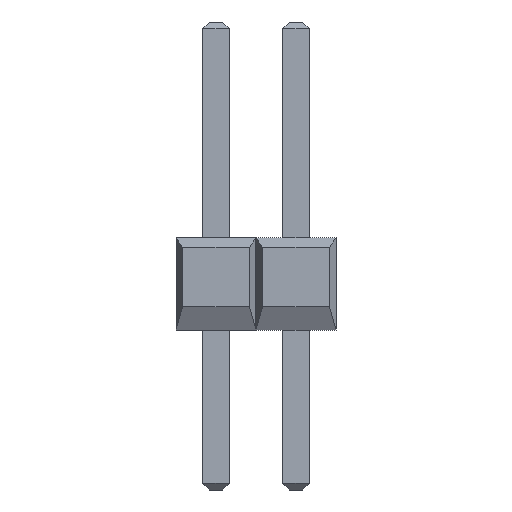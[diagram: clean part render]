
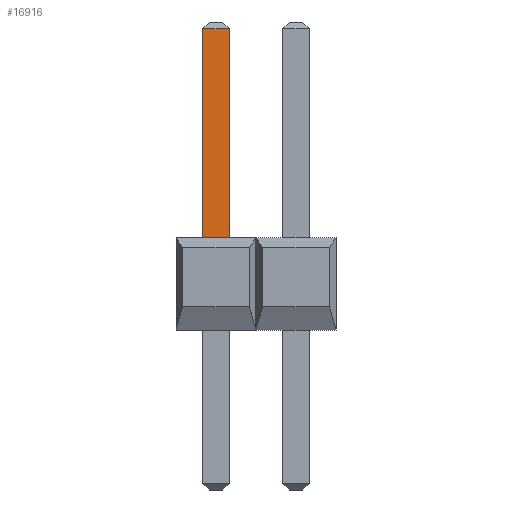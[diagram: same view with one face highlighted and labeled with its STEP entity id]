
A CAD part, left-side view. The second image highlights one B-rep face of the part: STEP entity #16916.
In plain terms, the highlighted planar face has unit normal (-1, 0, 0).
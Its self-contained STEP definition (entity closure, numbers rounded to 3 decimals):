
#16682=CARTESIAN_POINT('',(-0.419,0.419,9.569));
#16681=VERTEX_POINT('',#16682);
#16731=CARTESIAN_POINT('',(-0.419,-0.419,9.569));
#16730=VERTEX_POINT('',#16731);
#16729=EDGE_CURVE('',#16730,#16681,#16734,.T.);
#16734=LINE('',#16731,#16736);
#16736=VECTOR('',#16737,0.838);
#16737=DIRECTION('',(0.0,1.0,0.0));
#16878=CARTESIAN_POINT('',(-0.419,0.419,2.924));
#16877=VERTEX_POINT('',#16878);
#16886=EDGE_CURVE('',#16681,#16877,#16891,.T.);
#16891=LINE('',#16682,#16893);
#16893=VECTOR('',#16894,6.645);
#16894=DIRECTION('',(0.0,0.0,-1.0));
#16916=ADVANCED_FACE('',(#16922),#16917,.T.);
#16917=PLANE('',#16918);
#16918=AXIS2_PLACEMENT_3D('',#16919,#16920,#16921);
#16919=CARTESIAN_POINT('',(-0.419,0.419,2.924));
#16920=DIRECTION('',(-1.0,0.0,0.0));
#16921=DIRECTION('',(0.,0.,1.));
#16922=FACE_OUTER_BOUND('',#16923,.T.);
#16923=EDGE_LOOP('',(#16924,#16934,#16944,#16954));
#16927=CARTESIAN_POINT('',(-0.419,-0.419,2.924));
#16926=VERTEX_POINT('',#16927);
#16925=EDGE_CURVE('',#16926,#16877,#16930,.T.);
#16930=LINE('',#16927,#16932);
#16932=VECTOR('',#16933,0.838);
#16933=DIRECTION('',(0.0,1.0,0.0));
#16924=ORIENTED_EDGE('',*,*,#16925,.F.);
#16935=EDGE_CURVE('',#16730,#16926,#16940,.T.);
#16940=LINE('',#16731,#16942);
#16942=VECTOR('',#16943,6.645);
#16943=DIRECTION('',(0.0,0.0,-1.0));
#16934=ORIENTED_EDGE('',*,*,#16935,.F.);
#16944=ORIENTED_EDGE('',*,*,#16729,.T.);
#16954=ORIENTED_EDGE('',*,*,#16886,.T.);
